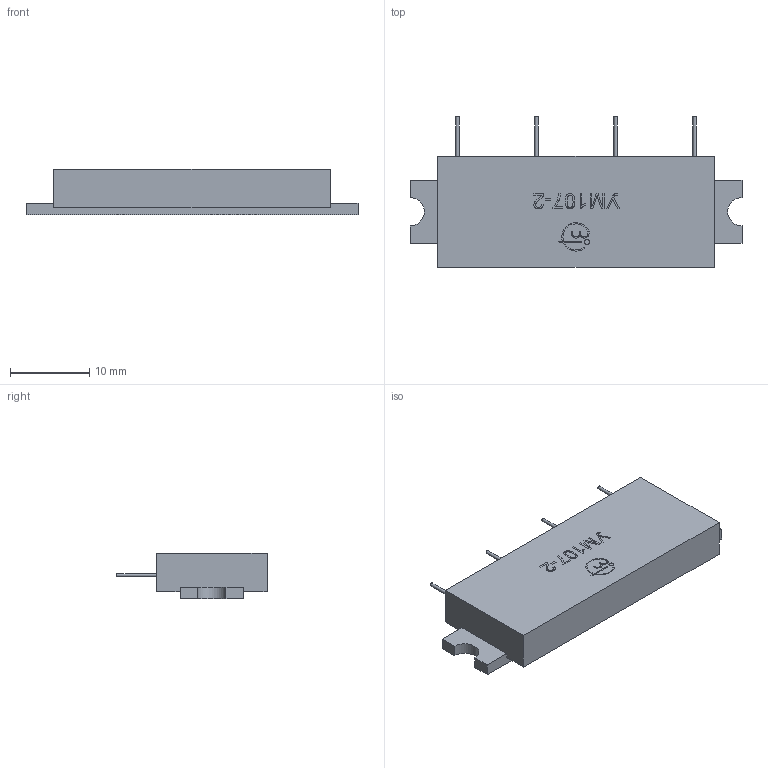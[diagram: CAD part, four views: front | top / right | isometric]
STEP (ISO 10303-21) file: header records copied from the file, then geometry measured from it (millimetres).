
FILE_DESCRIPTION(('STEP AP242'), '1');
FILE_NAME('Êîðïóñ Ê-1', '', ('UNSPECIFIED'), ('UNSPECIFIED'), 'C3D Converter', 'C3D Toolkit', '');
FILE_SCHEMA(('AP242_MANAGED_MODEL_BASED_3D_ENGINEERING_MIM_LF { 1 0 10303 442 1 1 4 }'));
Length unit declared in the file: millimetre
Bounding box: 42 x 19 x 5.8 mm (x, y, z)
Volume: 2724.2 mm3; surface area: 1681.6 mm2
Topology: 1 solids, 1 shells, 156 faces, 420 edges, 280 vertices
Faces by surface type: plane 79, extrusion 56, cylinder 21
Full cylindrical faces by diameter (mm): 0.4 x4, 0.6 x1
Entity records: 6196 total; most frequent: CARTESIAN_POINT 1188, ORIENTED_EDGE 830, DIRECTION 603, EDGE_CURVE 415, VECTOR 317, VERTEX_POINT 280, LINE 261, EDGE_LOOP 175
